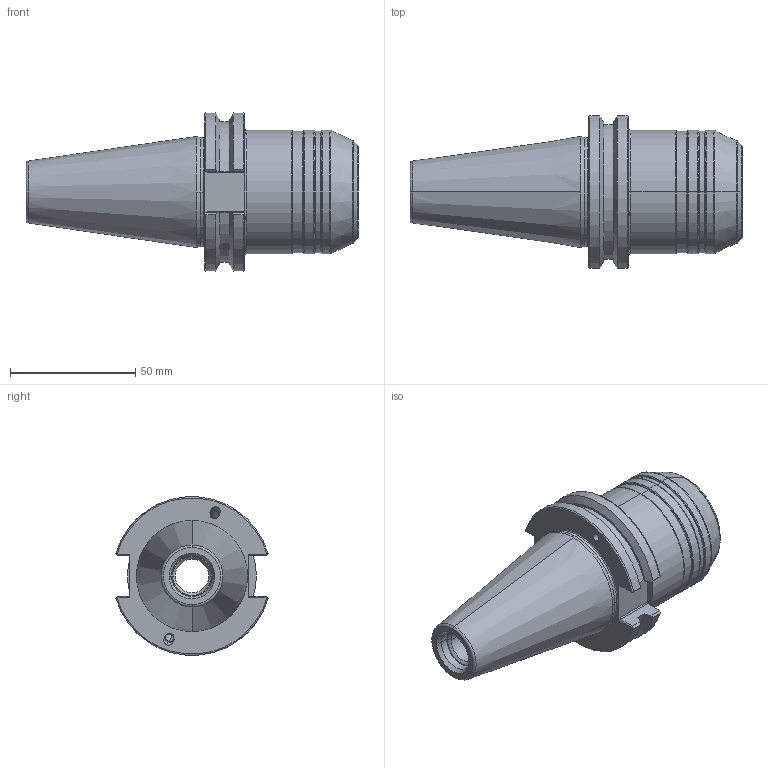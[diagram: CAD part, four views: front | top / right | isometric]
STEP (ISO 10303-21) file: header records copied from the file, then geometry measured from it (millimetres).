
FILE_DESCRIPTION((''),'2;1');
FILE_NAME('CAT40ADB-SHANK','2019-11-21T10:20:15',('eos'),(''),'CREO PARAMETRIC BY PTC INC, 2018500','CREO PARAMETRIC BY PTC INC, 2018500','');
FILE_SCHEMA(('CONFIG_CONTROL_DESIGN'));
Length unit declared in the file: millimetre
Products named in the file (1): CAT40ADB-SHANK
Bounding box: 132.78 x 60.84 x 63.27 mm (x, y, z)
Volume: 166027.2 mm3; surface area: 33512.7 mm2
Topology: 1 solids, 7 shells, 184 faces, 474 edges, 295 vertices
Faces by surface type: cylinder 66, plane 46, torus 36, cone 32, bspline 4
Entity records: 6016 total; most frequent: CARTESIAN_POINT 1539, DIRECTION 958, ORIENTED_EDGE 894, EDGE_CURVE 468, AXIS2_PLACEMENT_3D 395, VERTEX_POINT 295, CIRCLE 214, EDGE_LOOP 203
